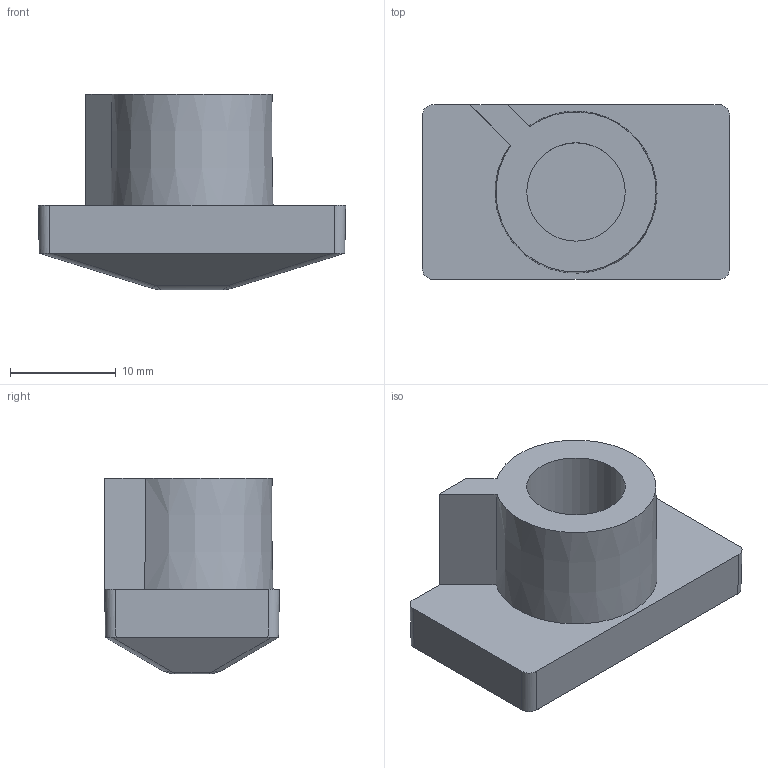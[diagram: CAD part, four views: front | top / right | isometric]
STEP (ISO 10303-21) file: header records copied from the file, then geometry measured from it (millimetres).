
FILE_DESCRIPTION(('STEP AP214'),'1');
FILE_NAME('LOCK DEFEAT ACNHOR NUT.stp','2025-07-30T12:31:38',(' '),(' '),'Spatial InterOp 3D',' ',' ');
FILE_SCHEMA(('AUTOMOTIVE_DESIGN { 1 0 10303 214 1 1 1 1 }'));
Length unit declared in the file: millimetre
Products named in the file (1): 1752253877
Bounding box: 29 x 16.5 x 18.5 mm (x, y, z)
Volume: 4027.4 mm3; surface area: 2354.4 mm2
Topology: 1 solids, 1 shells, 37 faces, 93 edges, 55 vertices
Faces by surface type: plane 15, cylinder 13, bspline 8, cone 1
Full cylindrical faces by diameter (mm): 9.3 x1
Entity records: 1555 total; most frequent: CARTESIAN_POINT 392, DIRECTION 181, ORIENTED_EDGE 174, EDGE_CURVE 87, AXIS2_PLACEMENT_3D 70, VERTEX_POINT 54, LINE 41, VECTOR 41
